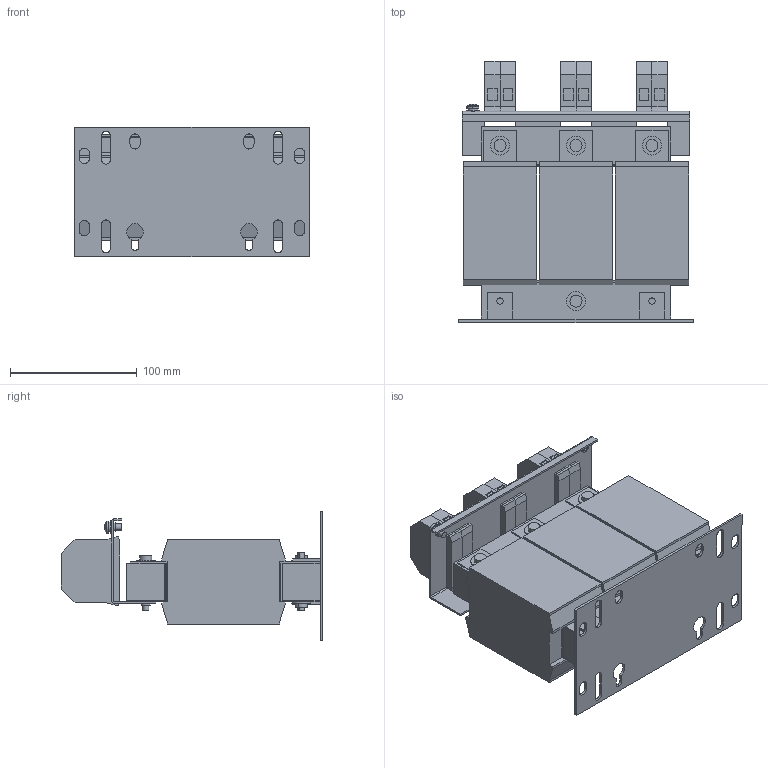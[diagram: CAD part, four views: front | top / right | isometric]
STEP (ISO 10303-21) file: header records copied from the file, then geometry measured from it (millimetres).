
FILE_DESCRIPTION (( 'STEP AP214' ), '1' );
FILE_NAME ('582583.STEP', '2023-03-30T08:10:27', ( '' ), ( '' ), 'SwSTEP 2.0', 'SolidWorks 2018', '' );
FILE_SCHEMA (( 'AUTOMOTIVE_DESIGN' ));
Length unit declared in the file: millimetre
Products named in the file (1): 582583
Bounding box: 185 x 206.4 x 102 mm (x, y, z)
Volume: 1575742.4 mm3; surface area: 210197.5 mm2
Topology: 1 solids, 2 shells, 837 faces, 2165 edges, 1395 vertices
Faces by surface type: plane 649, cylinder 175, cone 6, torus 5, sphere 2
Entity records: 25301 total; most frequent: CARTESIAN_POINT 4444, ORIENTED_EDGE 4326, DIRECTION 4217, EDGE_CURVE 2163, LINE 1753, VECTOR 1753, VERTEX_POINT 1395, AXIS2_PLACEMENT_3D 1232
